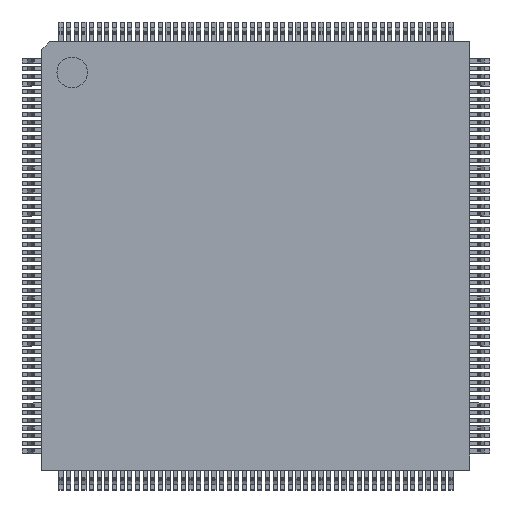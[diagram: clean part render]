
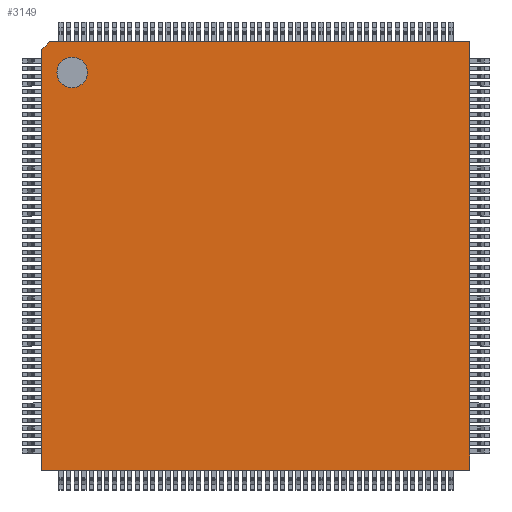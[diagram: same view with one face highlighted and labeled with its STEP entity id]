
A CAD part, top view. The second image highlights one B-rep face of the part: STEP entity #3149.
In plain terms, the highlighted planar face has unit normal (0, 0, 1).
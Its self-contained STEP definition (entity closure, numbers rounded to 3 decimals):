
#1294 = CARTESIAN_POINT ( 'NONE',  ( -13.5, 14., 4.1 ) ) ;
#1684 = CARTESIAN_POINT ( 'NONE',  ( -14., 13.5, 4.1 ) ) ;
#1841 = CARTESIAN_POINT ( 'NONE',  ( -14., 13.5, 4.1 ) ) ;
#1842 = LINE ( 'NONE', #1841, #1854 ) ;
#1854 = VECTOR ( 'NONE', #1895, 1000. ) ;
#1875 = CARTESIAN_POINT ( 'NONE',  ( -14., -14., 4.1 ) ) ;
#1890 = DIRECTION ( 'NONE',  ( 0., -1., 0. ) ) ;
#1891 = CARTESIAN_POINT ( 'NONE',  ( 14., 14., 4.1 ) ) ;
#1895 = DIRECTION ( 'NONE',  ( 0.707, 0.707, 0. ) ) ;
#1896 = PLANE ( 'NONE',  #1949 ) ;
#1900 = CARTESIAN_POINT ( 'NONE',  ( -14., -14., 4.1 ) ) ;
#1904 = CARTESIAN_POINT ( 'NONE',  ( 14., 14., 4.1 ) ) ;
#1910 = CARTESIAN_POINT ( 'NONE',  ( 14., -14., 4.1 ) ) ;
#1916 = VECTOR ( 'NONE', #1890, 1000. ) ;
#1918 = DIRECTION ( 'NONE',  ( 0., 0., 1. ) ) ;
#1923 = DIRECTION ( 'NONE',  ( 0., 1., 0. ) ) ;
#1924 = VECTOR ( 'NONE', #1923, 1000. ) ;
#1925 = CARTESIAN_POINT ( 'NONE',  ( -14., -14., 4.1 ) ) ;
#1926 = LINE ( 'NONE', #1925, #1924 ) ;
#1943 = LINE ( 'NONE', #1891, #1916 ) ;
#1949 = AXIS2_PLACEMENT_3D ( 'NONE', #1900, #1918, #2003 ) ;
#1994 = FACE_OUTER_BOUND ( 'NONE', #3158, .T. ) ;
#2003 = DIRECTION ( 'NONE',  ( 1., 0., 0. ) ) ;
#2016 = LINE ( 'NONE', #2044, #2118 ) ;
#2024 = DIRECTION ( 'NONE',  ( 1., 0., 0. ) ) ;
#2044 = CARTESIAN_POINT ( 'NONE',  ( 14., -14., 4.1 ) ) ;
#2077 = DIRECTION ( 'NONE',  ( -1., 0., 0. ) ) ;
#2088 = VECTOR ( 'NONE', #2024, 1000. ) ;
#2089 = CARTESIAN_POINT ( 'NONE',  ( -13.5, 14., 4.1 ) ) ;
#2102 = LINE ( 'NONE', #2089, #2088 ) ;
#2118 = VECTOR ( 'NONE', #2077, 1000. ) ;
#3130 = VERTEX_POINT ( 'NONE', #1684 ) ;
#3132 = VERTEX_POINT ( 'NONE', #1294 ) ;
#3149 = ADVANCED_FACE ( 'NONE', ( #1994 ), #1896, .T. ) ;
#3158 = EDGE_LOOP ( 'NONE', ( #3159, #3180, #3251, #3244, #3258 ) ) ;
#3159 = ORIENTED_EDGE ( 'NONE', *, *, #3160, .F. ) ;
#3160 = EDGE_CURVE ( 'NONE', #3130, #3132, #1842, .T. ) ;
#3180 = ORIENTED_EDGE ( 'NONE', *, *, #3181, .F. ) ;
#3181 = EDGE_CURVE ( 'NONE', #3182, #3130, #1926, .T. ) ;
#3182 = VERTEX_POINT ( 'NONE', #1875 ) ;
#3222 = EDGE_CURVE ( 'NONE', #3237, #3243, #1943, .T. ) ;
#3237 = VERTEX_POINT ( 'NONE', #1904 ) ;
#3243 = VERTEX_POINT ( 'NONE', #1910 ) ;
#3244 = ORIENTED_EDGE ( 'NONE', *, *, #3222, .F. ) ;
#3251 = ORIENTED_EDGE ( 'NONE', *, *, #3252, .F. ) ;
#3252 = EDGE_CURVE ( 'NONE', #3243, #3182, #2016, .T. ) ;
#3258 = ORIENTED_EDGE ( 'NONE', *, *, #3276, .F. ) ;
#3276 = EDGE_CURVE ( 'NONE', #3132, #3237, #2102, .T. ) ;
